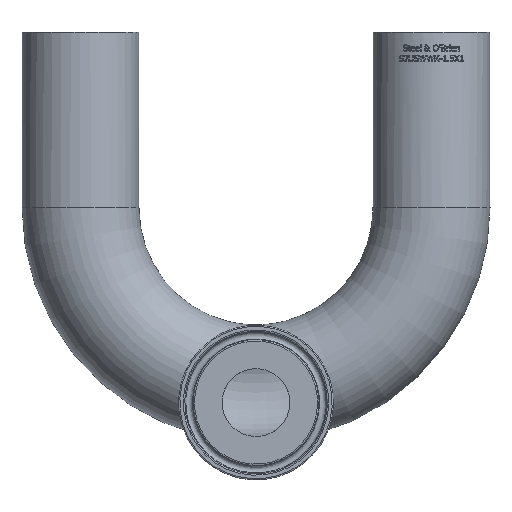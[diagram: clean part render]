
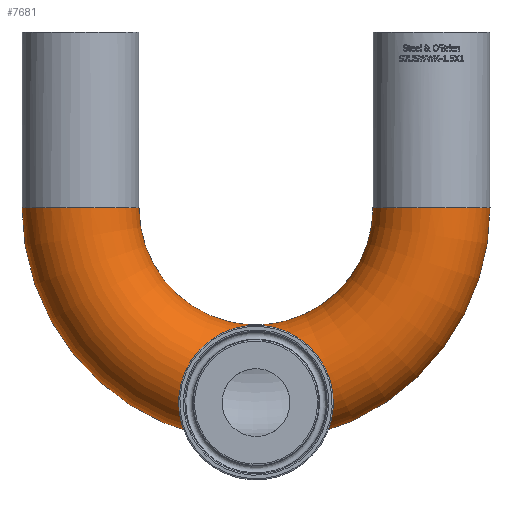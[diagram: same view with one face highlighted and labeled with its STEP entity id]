
A CAD part, top view. The second image highlights one B-rep face of the part: STEP entity #7681.
In plain terms, the highlighted toroidal (fillet/blend) face has major radius 57.15 mm and minor radius 19.05 mm.
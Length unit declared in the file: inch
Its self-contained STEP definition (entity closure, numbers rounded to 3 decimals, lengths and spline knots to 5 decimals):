
#23=TOROIDAL_SURFACE('',#8183,2.25,0.75);
#156=FACE_BOUND('',#1438,.T.);
#157=FACE_BOUND('',#1439,.T.);
#953=FACE_OUTER_BOUND('',#1437,.T.);
#1437=EDGE_LOOP('',(#7166));
#1438=EDGE_LOOP('',(#7167));
#1439=EDGE_LOOP('',(#7168));
#1810=B_SPLINE_CURVE_WITH_KNOTS('',3,(#16704,#16705,#16706,#16707,#16708,
#16709,#16710,#16711,#16712,#16713,#16714,#16715,#16716,#16717,#16718,#16719,
#16720,#16721,#16722,#16723,#16724,#16725,#16726,#16727,#16728,#16729,#16730,
#16731,#16732,#16733,#16734,#16735,#16736,#16737,#16738,#16739,#16740,#16741,
#16742,#16743,#16744,#16745,#16746,#16747,#16748,#16749),.UNSPECIFIED.,
 .T.,.F.,(4,2,2,2,2,2,2,2,2,2,2,2,2,2,2,2,2,2,2,2,2,2,4),(-0.00214,
0.,0.54725,1.09836,1.82749,2.37123,
2.8237,3.10724,3.3764,3.7408,4.2512,
4.69254,5.13389,5.64429,6.00869,6.27785,
6.56138,7.01386,7.5576,8.28673,8.83784,
9.38509,9.38723),.UNSPECIFIED.);
#1978=CIRCLE('',#8137,0.75);
#1996=CIRCLE('',#8175,0.75);
#3747=VERTEX_POINT('',#16694);
#3749=VERTEX_POINT('',#16703);
#3767=VERTEX_POINT('',#16842);
#4880=EDGE_CURVE('',#3747,#3747,#1978,.T.);
#4882=EDGE_CURVE('',#3749,#3749,#1810,.T.);
#4900=EDGE_CURVE('',#3767,#3767,#1996,.T.);
#7166=ORIENTED_EDGE('',*,*,#4900,.F.);
#7167=ORIENTED_EDGE('',*,*,#4882,.F.);
#7168=ORIENTED_EDGE('',*,*,#4880,.F.);
#7681=ADVANCED_FACE('',(#953,#156,#157),#23,.T.);
#8137=AXIS2_PLACEMENT_3D('',#16695,#9594,#9595);
#8175=AXIS2_PLACEMENT_3D('',#16843,#9670,#9671);
#8183=AXIS2_PLACEMENT_3D('',#16853,#9686,#9687);
#9594=DIRECTION('center_axis',(0.,1.,0.));
#9595=DIRECTION('ref_axis',(-1.,0.,0.));
#9670=DIRECTION('center_axis',(0.,1.,0.));
#9671=DIRECTION('ref_axis',(1.,0.,0.));
#9686=DIRECTION('center_axis',(0.,0.,
1.));
#9687=DIRECTION('ref_axis',(0.707,-0.707,0.));
#16694=CARTESIAN_POINT('',(2.25,2.03037,-0.75));
#16695=CARTESIAN_POINT('Origin',(2.25,2.03037,0.));
#16703=CARTESIAN_POINT('',(0.,-0.96963,0.));
#16704=CARTESIAN_POINT('Ctrl Pts',(0.,-0.96963,
0.));
#16705=CARTESIAN_POINT('Ctrl Pts',(0.00019,-0.96963,
0.00021));
#16706=CARTESIAN_POINT('Ctrl Pts',(0.00038,-0.96963,
0.00042));
#16707=CARTESIAN_POINT('Ctrl Pts',(0.04844,-0.96957,
0.05416));
#16708=CARTESIAN_POINT('Ctrl Pts',(0.09638,-0.96264,
0.10775));
#16709=CARTESIAN_POINT('Ctrl Pts',(0.18965,-0.93483,
0.21401));
#16710=CARTESIAN_POINT('Ctrl Pts',(0.23512,-0.91381,
0.26683));
#16711=CARTESIAN_POINT('Ctrl Pts',(0.33332,-0.84833,
0.38612));
#16712=CARTESIAN_POINT('Ctrl Pts',(0.38405,-0.79822,
0.45192));
#16713=CARTESIAN_POINT('Ctrl Pts',(0.45272,-0.6889,
0.55653));
#16714=CARTESIAN_POINT('Ctrl Pts',(0.47577,-0.63508,
0.59804));
#16715=CARTESIAN_POINT('Ctrl Pts',(0.49945,-0.52561,
0.66339));
#16716=CARTESIAN_POINT('Ctrl Pts',(0.50307,-0.47228,
0.68869));
#16717=CARTESIAN_POINT('Ctrl Pts',(0.49357,-0.38246,
0.72011));
#16718=CARTESIAN_POINT('Ctrl Pts',(0.48625,-0.34768,
0.72967));
#16719=CARTESIAN_POINT('Ctrl Pts',(0.4642,-0.28069,
0.74311));
#16720=CARTESIAN_POINT('Ctrl Pts',(0.45007,-0.24904,
0.74713));
#16721=CARTESIAN_POINT('Ctrl Pts',(0.40885,-0.17795,
0.75132));
#16722=CARTESIAN_POINT('Ctrl Pts',(0.37957,-0.14077,
0.74954));
#16723=CARTESIAN_POINT('Ctrl Pts',(0.29784,-0.06263,
0.73941));
#16724=CARTESIAN_POINT('Ctrl Pts',(0.24173,-0.02705,
0.72889));
#16725=CARTESIAN_POINT('Ctrl Pts',(0.12757,0.01715,
0.71324));
#16726=CARTESIAN_POINT('Ctrl Pts',(0.06667,0.03037,
0.70711));
#16727=CARTESIAN_POINT('Ctrl Pts',(-0.06667,0.03037,
0.70711));
#16728=CARTESIAN_POINT('Ctrl Pts',(-0.12757,0.01715,
0.71324));
#16729=CARTESIAN_POINT('Ctrl Pts',(-0.24173,-0.02705,
0.72889));
#16730=CARTESIAN_POINT('Ctrl Pts',(-0.29784,-0.06263,
0.73941));
#16731=CARTESIAN_POINT('Ctrl Pts',(-0.37957,-0.14077,
0.74954));
#16732=CARTESIAN_POINT('Ctrl Pts',(-0.40885,-0.17795,
0.75132));
#16733=CARTESIAN_POINT('Ctrl Pts',(-0.45007,-0.24904,
0.74713));
#16734=CARTESIAN_POINT('Ctrl Pts',(-0.4642,-0.28069,
0.74311));
#16735=CARTESIAN_POINT('Ctrl Pts',(-0.48625,-0.34768,
0.72967));
#16736=CARTESIAN_POINT('Ctrl Pts',(-0.49357,-0.38246,
0.72011));
#16737=CARTESIAN_POINT('Ctrl Pts',(-0.50307,-0.47228,
0.68869));
#16738=CARTESIAN_POINT('Ctrl Pts',(-0.49945,-0.52561,
0.66339));
#16739=CARTESIAN_POINT('Ctrl Pts',(-0.47577,-0.63508,
0.59804));
#16740=CARTESIAN_POINT('Ctrl Pts',(-0.45272,-0.6889,
0.55653));
#16741=CARTESIAN_POINT('Ctrl Pts',(-0.38405,-0.79822,
0.45192));
#16742=CARTESIAN_POINT('Ctrl Pts',(-0.33332,-0.84833,
0.38612));
#16743=CARTESIAN_POINT('Ctrl Pts',(-0.23512,-0.91381,
0.26683));
#16744=CARTESIAN_POINT('Ctrl Pts',(-0.18965,-0.93483,
0.21401));
#16745=CARTESIAN_POINT('Ctrl Pts',(-0.09638,-0.96264,
0.10775));
#16746=CARTESIAN_POINT('Ctrl Pts',(-0.04844,-0.96957,
0.05416));
#16747=CARTESIAN_POINT('Ctrl Pts',(-0.00038,-0.96963,
0.00042));
#16748=CARTESIAN_POINT('Ctrl Pts',(-0.00019,-0.96963,
0.00021));
#16749=CARTESIAN_POINT('Ctrl Pts',(0.,-0.96963,
0.));
#16842=CARTESIAN_POINT('',(-2.25,2.03037,0.75));
#16843=CARTESIAN_POINT('Origin',(-2.25,2.03037,0.));
#16853=CARTESIAN_POINT('Origin',(0.,2.03037,
0.));
